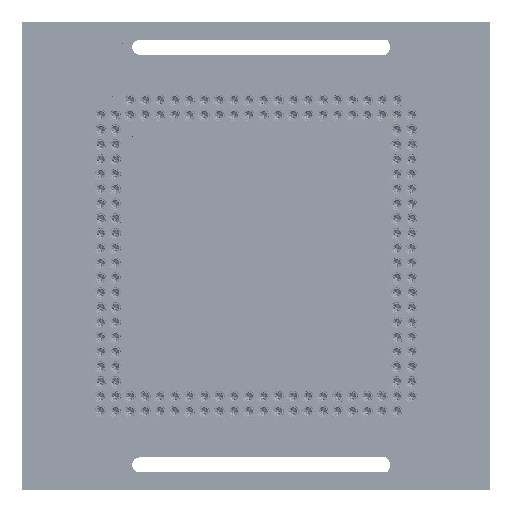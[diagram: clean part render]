
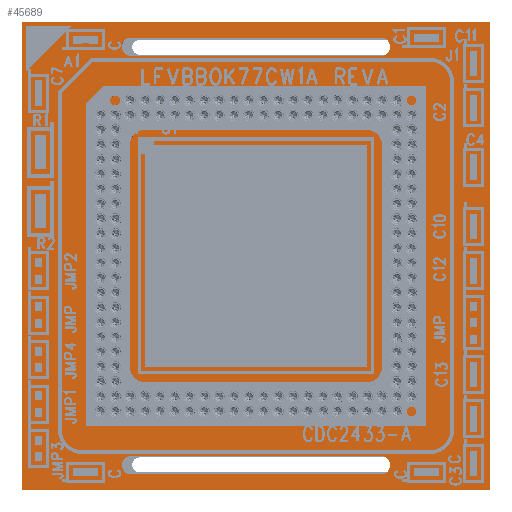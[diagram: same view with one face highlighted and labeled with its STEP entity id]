
A CAD part, top view. The second image highlights one B-rep face of the part: STEP entity #45689.
In plain terms, the highlighted planar face has unit normal (0, 0, 1).
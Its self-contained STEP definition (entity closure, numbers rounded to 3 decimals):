
#10703=CIRCLE('',#50059,0.629);
#10705=CIRCLE('',#50063,0.629);
#10707=CIRCLE('',#50067,0.629);
#10709=CIRCLE('',#50071,0.629);
#12715=FACE_BOUND('',#18014,.T.);
#12716=FACE_BOUND('',#18015,.T.);
#15752=FACE_OUTER_BOUND('',#18013,.T.);
#18013=EDGE_LOOP('',(#39963,#39964,#39965,#39966));
#18014=EDGE_LOOP('',(#39967,#39968,#39969,#39970));
#18015=EDGE_LOOP('',(#39971,#39972,#39973,#39974));
#23743=LINE('',#76548,#26617);
#23747=LINE('',#76559,#26621);
#23751=LINE('',#76572,#26625);
#23755=LINE('',#76583,#26629);
#23757=LINE('',#76588,#26631);
#23761=LINE('',#76596,#26635);
#23764=LINE('',#76602,#26638);
#23767=LINE('',#76607,#26641);
#26617=VECTOR('',#60163,17.);
#26621=VECTOR('',#60175,17.);
#26625=VECTOR('',#60187,17.);
#26629=VECTOR('',#60199,17.);
#26631=VECTOR('',#60203,31.6);
#26635=VECTOR('',#60209,31.6);
#26638=VECTOR('',#60214,31.6);
#26641=VECTOR('',#60219,31.6);
#29495=VERTEX_POINT('',#76538);
#29496=VERTEX_POINT('',#76539);
#29499=VERTEX_POINT('',#76547);
#29501=VERTEX_POINT('',#76553);
#29503=VERTEX_POINT('',#76562);
#29504=VERTEX_POINT('',#76563);
#29507=VERTEX_POINT('',#76571);
#29509=VERTEX_POINT('',#76577);
#29511=VERTEX_POINT('',#76586);
#29512=VERTEX_POINT('',#76587);
#29515=VERTEX_POINT('',#76595);
#29517=VERTEX_POINT('',#76601);
#34950=EDGE_CURVE('',#29495,#29496,#10703,.T.);
#34954=EDGE_CURVE('',#29496,#29499,#23743,.T.);
#34957=EDGE_CURVE('',#29499,#29501,#10705,.T.);
#34960=EDGE_CURVE('',#29501,#29495,#23747,.T.);
#34962=EDGE_CURVE('',#29503,#29504,#10707,.T.);
#34966=EDGE_CURVE('',#29504,#29507,#23751,.T.);
#34969=EDGE_CURVE('',#29507,#29509,#10709,.T.);
#34972=EDGE_CURVE('',#29509,#29503,#23755,.T.);
#34974=EDGE_CURVE('',#29511,#29512,#23757,.T.);
#34978=EDGE_CURVE('',#29512,#29515,#23761,.T.);
#34981=EDGE_CURVE('',#29515,#29517,#23764,.T.);
#34984=EDGE_CURVE('',#29517,#29511,#23767,.T.);
#39963=ORIENTED_EDGE('',*,*,#34974,.F.);
#39964=ORIENTED_EDGE('',*,*,#34984,.F.);
#39965=ORIENTED_EDGE('',*,*,#34981,.F.);
#39966=ORIENTED_EDGE('',*,*,#34978,.F.);
#39967=ORIENTED_EDGE('',*,*,#34950,.T.);
#39968=ORIENTED_EDGE('',*,*,#34954,.T.);
#39969=ORIENTED_EDGE('',*,*,#34957,.T.);
#39970=ORIENTED_EDGE('',*,*,#34960,.T.);
#39971=ORIENTED_EDGE('',*,*,#34962,.T.);
#39972=ORIENTED_EDGE('',*,*,#34966,.T.);
#39973=ORIENTED_EDGE('',*,*,#34969,.T.);
#39974=ORIENTED_EDGE('',*,*,#34972,.T.);
#45247=PLANE('',#50078);
#45689=ADVANCED_FACE('',(#15752,#12715,#12716),#45247,.T.);
#50059=AXIS2_PLACEMENT_3D('',#76540,#60155,#60156);
#50063=AXIS2_PLACEMENT_3D('',#76554,#60168,#60169);
#50067=AXIS2_PLACEMENT_3D('',#76564,#60179,#60180);
#50071=AXIS2_PLACEMENT_3D('',#76578,#60192,#60193);
#50078=AXIS2_PLACEMENT_3D('',#76609,#60221,#60222);
#60155=DIRECTION('center_axis',(0.,0.,-1.));
#60156=DIRECTION('ref_axis',(1.,0.,0.));
#60163=DIRECTION('',(-1.,0.,0.));
#60168=DIRECTION('center_axis',(0.,0.,-1.));
#60169=DIRECTION('ref_axis',(-1.,0.,0.));
#60175=DIRECTION('',(1.,0.,0.));
#60179=DIRECTION('center_axis',(0.,0.,-1.));
#60180=DIRECTION('ref_axis',(1.,0.,0.));
#60187=DIRECTION('',(-1.,0.,0.));
#60192=DIRECTION('center_axis',(0.,0.,-1.));
#60193=DIRECTION('ref_axis',(-1.,0.,0.));
#60199=DIRECTION('',(1.,0.,0.));
#60203=DIRECTION('',(0.,-1.,0.));
#60209=DIRECTION('',(-1.,0.,0.));
#60214=DIRECTION('',(0.,1.,0.));
#60219=DIRECTION('',(1.,0.,0.));
#60221=DIRECTION('center_axis',(0.,0.,1.));
#60222=DIRECTION('ref_axis',(1.,0.,0.));
#76538=CARTESIAN_POINT('',(172.5,144.2,1.575));
#76539=CARTESIAN_POINT('',(172.5,142.95,1.575));
#76540=CARTESIAN_POINT('Origin',(172.43,143.575,1.575));
#76547=CARTESIAN_POINT('',(155.5,142.95,1.575));
#76548=CARTESIAN_POINT('',(168.25,142.95,1.575));
#76553=CARTESIAN_POINT('',(155.5,144.2,1.575));
#76554=CARTESIAN_POINT('Origin',(155.57,143.575,1.575));
#76559=CARTESIAN_POINT('',(159.75,144.2,1.575));
#76562=CARTESIAN_POINT('',(172.5,172.45,1.575));
#76563=CARTESIAN_POINT('',(172.5,171.2,1.575));
#76564=CARTESIAN_POINT('Origin',(172.43,171.825,1.575));
#76571=CARTESIAN_POINT('',(155.5,171.2,1.575));
#76572=CARTESIAN_POINT('',(168.25,171.2,1.575));
#76577=CARTESIAN_POINT('',(155.5,172.45,1.575));
#76578=CARTESIAN_POINT('Origin',(155.57,171.825,1.575));
#76583=CARTESIAN_POINT('',(159.75,172.45,1.575));
#76586=CARTESIAN_POINT('',(179.8,173.5,1.575));
#76587=CARTESIAN_POINT('',(179.8,141.9,1.575));
#76588=CARTESIAN_POINT('',(179.8,173.5,1.575));
#76595=CARTESIAN_POINT('',(148.2,141.9,1.575));
#76596=CARTESIAN_POINT('',(179.8,141.9,1.575));
#76601=CARTESIAN_POINT('',(148.2,173.5,1.575));
#76602=CARTESIAN_POINT('',(148.2,141.9,1.575));
#76607=CARTESIAN_POINT('',(148.2,173.5,1.575));
#76609=CARTESIAN_POINT('Origin',(164.,157.7,1.575));
